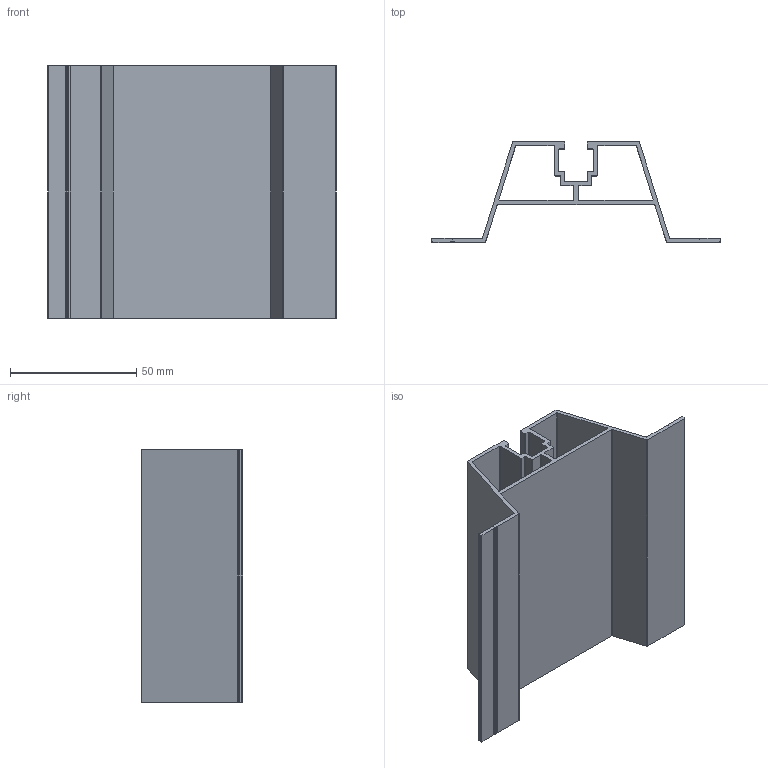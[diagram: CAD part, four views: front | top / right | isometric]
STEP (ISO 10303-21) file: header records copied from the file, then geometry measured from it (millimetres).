
FILE_DESCRIPTION(/* description */ ('Profil na plechové a trapézové střechy'),/* implementation_level */ '2;1');
FILE_NAME(/* name */ '06148.stp',/* time_stamp */ '2023-06-21T16:00:06+02:00',/* author */ ('Vasica'),/* organization */ ('Alutec K&K'),/* preprocessor_version */ 'ST-DEVELOPER v18.1',/* originating_system */ 'Autodesk Inventor 2021',/* authorisation */ '');
FILE_SCHEMA (('AUTOMOTIVE_DESIGN { 1 0 10303 214 3 1 1 }'));
Length unit declared in the file: millimetre
Products named in the file (1): 06148-11
Bounding box: 114 x 40 x 100 mm (x, y, z)
Volume: 44497.9 mm3; surface area: 55048.7 mm2
Topology: 1 solids, 1 shells, 100 faces, 294 edges, 196 vertices
Faces by surface type: plane 51, cylinder 49
Entity records: 3405 total; most frequent: DIRECTION 594, CARTESIAN_POINT 591, ORIENTED_EDGE 588, EDGE_CURVE 294, AXIS2_PLACEMENT_3D 199, LINE 196, VECTOR 196, VERTEX_POINT 196
